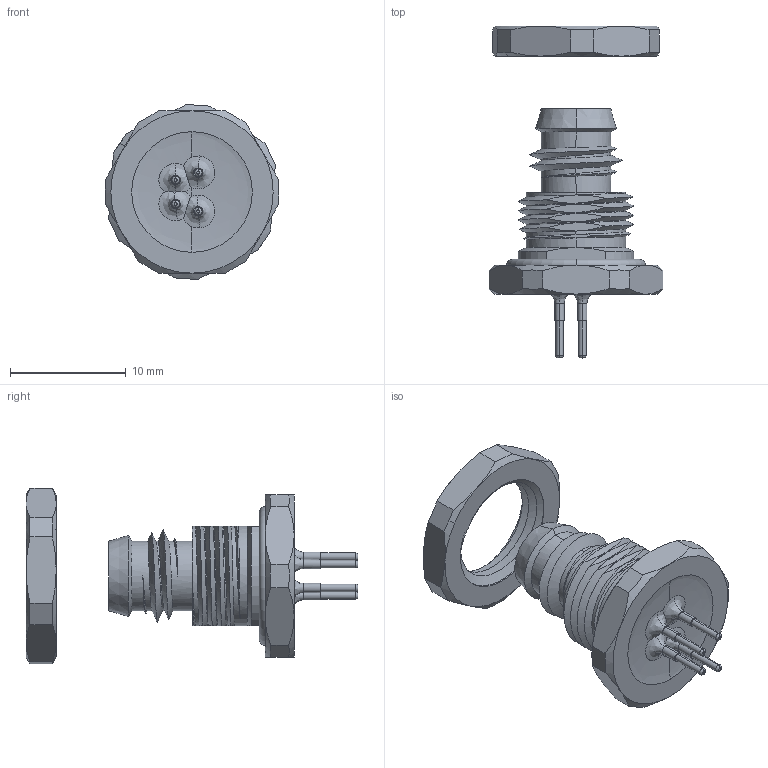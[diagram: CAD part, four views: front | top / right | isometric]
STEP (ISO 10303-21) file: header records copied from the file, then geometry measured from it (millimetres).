
FILE_DESCRIPTION (( 'STEP AP214' ), '1' );
FILE_NAME ('Conector_LUMBERG_SRMHL_4S_55.STEP', '2017-07-19T11:17:40', ( 'Admin' ), ( '' ), 'SwSTEP 2.0', 'SolidWorks 2011', '' );
FILE_SCHEMA (( 'AUTOMOTIVE_DESIGN' ));
Length unit declared in the file: millimetre
Products named in the file (4): maticaM8; RSMHL_4S_55_pt2; RSMHL_4S_55; Conector_LUMBERG_SRMHL_4S_55
Assembly tree (3 placements, depth 2):
  Conector_LUMBERG_SRMHL_4S_55
    maticaM8
    RSMHL_4S_55
    RSMHL_4S_55_pt2
Bounding box: 15 x 28.63 x 15.11 mm (x, y, z)
Volume: 1171.5 mm3; surface area: 1663.1 mm2
Topology: 3 solids, 3 shells, 205 faces, 504 edges, 314 vertices
Faces by surface type: cylinder 58, plane 58, bspline 37, cone 32, torus 20
Entity records: 22344 total; most frequent: CARTESIAN_POINT 17173, ORIENTED_EDGE 1004, DIRECTION 742, EDGE_CURVE 502, AXIS2_PLACEMENT_3D 324, VERTEX_POINT 314, B_SPLINE_CURVE_WITH_KNOTS 258, EDGE_LOOP 220
